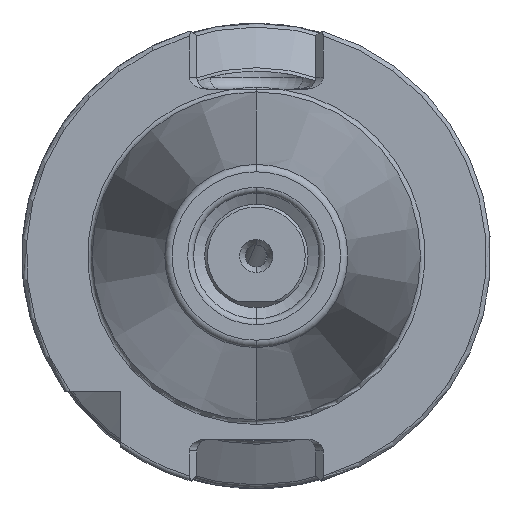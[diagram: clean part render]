
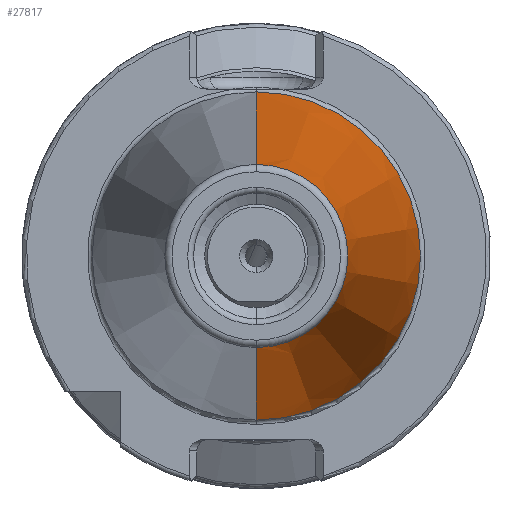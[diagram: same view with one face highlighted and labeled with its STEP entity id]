
A CAD part, left-side view. The second image highlights one B-rep face of the part: STEP entity #27817.
In plain terms, the highlighted conical face has half-angle 8.297 degrees and reference radius 22.225 mm.
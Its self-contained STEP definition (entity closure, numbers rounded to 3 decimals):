
#4841 = EDGE_CURVE ( 'NONE', #68496, #47028, #54988, .T. ) ;
#6663 = AXIS2_PLACEMENT_3D ( 'NONE', #61805, #61218, #60986 ) ;
#8324 = CARTESIAN_POINT ( 'NONE',  ( -67.394, 0., 0. ) ) ;
#11874 = ORIENTED_EDGE ( 'NONE', *, *, #65318, .F. ) ;
#13774 = DIRECTION ( 'NONE',  ( 0.99, 0., -0.144 ) ) ;
#14043 = DIRECTION ( 'NONE',  ( 0., 0., 1. ) ) ;
#17100 = DIRECTION ( 'NONE',  ( 1., 0., 0. ) ) ;
#19765 = ORIENTED_EDGE ( 'NONE', *, *, #51220, .F. ) ;
#22655 = CIRCLE ( 'NONE', #72295, 12.397 ) ;
#27817 = ADVANCED_FACE ( 'NONE', ( #30799 ), #70994, .T. ) ;
#28485 = VECTOR ( 'NONE', #31012, 1000. ) ;
#30799 = FACE_OUTER_BOUND ( 'NONE', #33629, .T. ) ;
#31012 = DIRECTION ( 'NONE',  ( 0.99, 0., 0.144 ) ) ;
#33629 = EDGE_LOOP ( 'NONE', ( #19765, #11874, #59758, #49818 ) ) ;
#36251 = VERTEX_POINT ( 'NONE', #50556 ) ;
#45422 = DIRECTION ( 'NONE',  ( 0., 0., -1. ) ) ;
#45811 = AXIS2_PLACEMENT_3D ( 'NONE', #51185, #17100, #45422 ) ;
#47028 = VERTEX_POINT ( 'NONE', #65259 ) ;
#47854 = CARTESIAN_POINT ( 'NONE',  ( 0., 0., -22.225 ) ) ;
#47887 = VERTEX_POINT ( 'NONE', #50107 ) ;
#47906 = VECTOR ( 'NONE', #13774, 1000. ) ;
#48124 = DIRECTION ( 'NONE',  ( -1., 0., 0. ) ) ;
#49818 = ORIENTED_EDGE ( 'NONE', *, *, #4841, .T. ) ;
#50107 = CARTESIAN_POINT ( 'NONE',  ( -67.394, 0., -12.397 ) ) ;
#50556 = CARTESIAN_POINT ( 'NONE',  ( -67.394, 0., 12.397 ) ) ;
#51185 = CARTESIAN_POINT ( 'NONE',  ( 0., 0., 0. ) ) ;
#51220 = EDGE_CURVE ( 'NONE', #36251, #47028, #55244, .T. ) ;
#54988 = CIRCLE ( 'NONE', #6663, 22.225 ) ;
#55244 = LINE ( 'NONE', #59725, #28485 ) ;
#59725 = CARTESIAN_POINT ( 'NONE',  ( 0., 0., 22.225 ) ) ;
#59758 = ORIENTED_EDGE ( 'NONE', *, *, #60909, .T. ) ;
#60909 = EDGE_CURVE ( 'NONE', #47887, #68496, #64918, .T. ) ;
#60986 = DIRECTION ( 'NONE',  ( 0., 0., 1. ) ) ;
#61218 = DIRECTION ( 'NONE',  ( -1., 0., 0. ) ) ;
#61805 = CARTESIAN_POINT ( 'NONE',  ( 0., 0., 0. ) ) ;
#64918 = LINE ( 'NONE', #47854, #47906 ) ;
#65259 = CARTESIAN_POINT ( 'NONE',  ( 0., 0., 22.225 ) ) ;
#65318 = EDGE_CURVE ( 'NONE', #47887, #36251, #22655, .T. ) ;
#68496 = VERTEX_POINT ( 'NONE', #73490 ) ;
#70994 = CONICAL_SURFACE ( 'NONE', #45811, 22.225, 0.145 ) ;
#72295 = AXIS2_PLACEMENT_3D ( 'NONE', #8324, #48124, #14043 ) ;
#73490 = CARTESIAN_POINT ( 'NONE',  ( 0., 0., -22.225 ) ) ;
